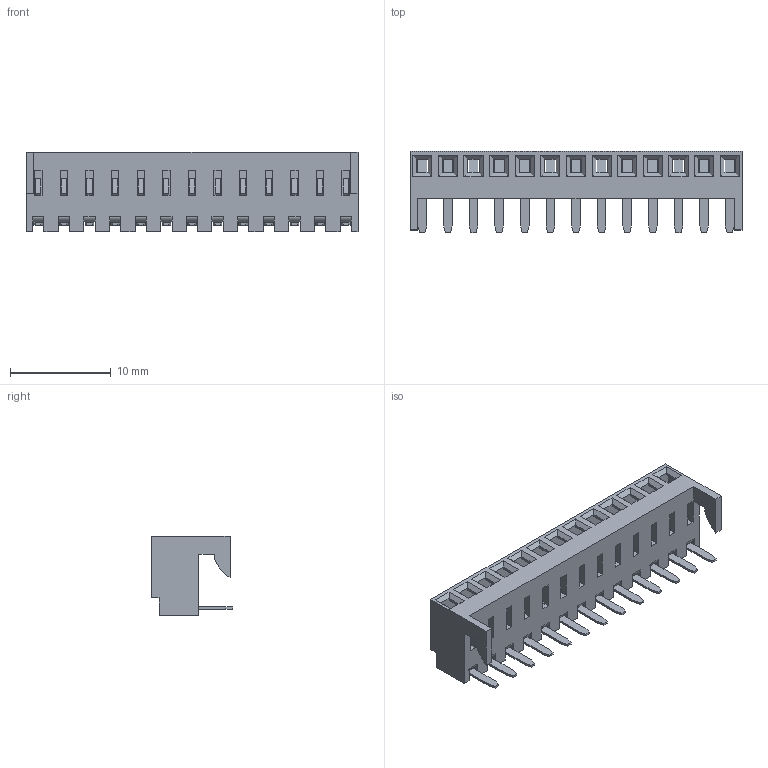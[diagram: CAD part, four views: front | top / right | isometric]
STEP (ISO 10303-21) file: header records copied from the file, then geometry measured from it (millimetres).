
FILE_DESCRIPTION(('STEP AP242'),'1');
FILE_NAME('0022152136.stp','2025-01-17T05:48:05',('TraceParts'),('TraceParts S.A.'),'Spatial InterOp 3D',' ',' ');
FILE_SCHEMA(('AP242_MANAGED_MODEL_BASED_3D_ENGINEERING_MIM_LF {1 0 10303 442 1 1 4}'));
Length unit declared in the file: millimetre
Products named in the file (1): 0022152136_1
Bounding box: 32.92 x 8.05 x 7.87 mm (x, y, z)
Volume: 491.3 mm3; surface area: 1832.8 mm2
Topology: 1 solids, 1 shells, 663 faces, 1890 edges, 1268 vertices
Faces by surface type: plane 490, cylinder 173
Entity records: 21446 total; most frequent: CARTESIAN_POINT 3771, ORIENTED_EDGE 3728, DIRECTION 3592, EDGE_CURVE 1864, LINE 1518, VECTOR 1518, VERTEX_POINT 1216, AXIS2_PLACEMENT_3D 1037
